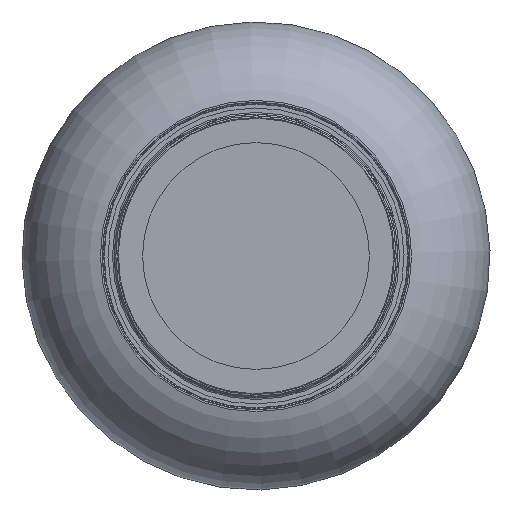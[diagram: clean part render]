
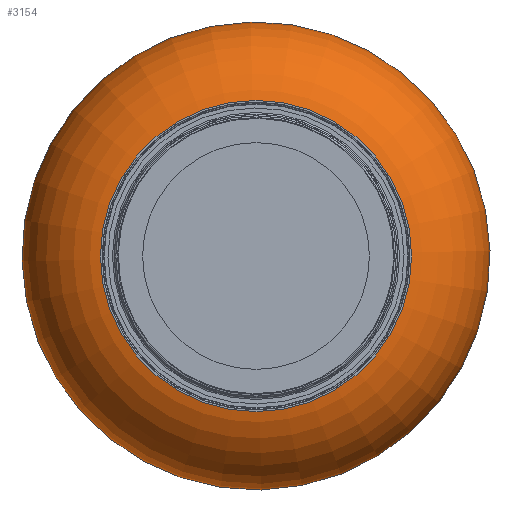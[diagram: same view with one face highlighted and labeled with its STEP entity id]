
A CAD part, front view. The second image highlights one B-rep face of the part: STEP entity #3154.
In plain terms, the highlighted toroidal (fillet/blend) face has major radius 95 mm and minor radius 75 mm.
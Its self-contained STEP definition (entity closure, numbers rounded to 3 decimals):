
#123=TOROIDAL_SURFACE('',#3452,95.,75.);
#497=FACE_OUTER_BOUND('',#650,.T.);
#650=EDGE_LOOP('',(#2278,#2279,#2280,#2281,#2282,#2283));
#966=CIRCLE('',#3450,95.);
#967=CIRCLE('',#3451,95.);
#968=CIRCLE('',#3453,95.);
#969=CIRCLE('',#3454,95.);
#970=CIRCLE('',#3455,75.);
#1267=VERTEX_POINT('',#5028);
#1268=VERTEX_POINT('',#5029);
#1269=VERTEX_POINT('',#5033);
#1270=VERTEX_POINT('',#5034);
#1663=EDGE_CURVE('',#1267,#1268,#966,.T.);
#1664=EDGE_CURVE('',#1268,#1267,#967,.T.);
#1665=EDGE_CURVE('',#1269,#1270,#968,.T.);
#1666=EDGE_CURVE('',#1270,#1269,#969,.T.);
#1667=EDGE_CURVE('',#1270,#1268,#970,.T.);
#2278=ORIENTED_EDGE('',*,*,#1665,.F.);
#2279=ORIENTED_EDGE('',*,*,#1666,.F.);
#2280=ORIENTED_EDGE('',*,*,#1667,.T.);
#2281=ORIENTED_EDGE('',*,*,#1664,.T.);
#2282=ORIENTED_EDGE('',*,*,#1663,.T.);
#2283=ORIENTED_EDGE('',*,*,#1667,.F.);
#3154=ADVANCED_FACE('',(#497),#123,.T.);
#3450=AXIS2_PLACEMENT_3D('',#5030,#4103,#4104);
#3451=AXIS2_PLACEMENT_3D('',#5031,#4105,#4106);
#3452=AXIS2_PLACEMENT_3D('',#5032,#4107,#4108);
#3453=AXIS2_PLACEMENT_3D('',#5035,#4109,#4110);
#3454=AXIS2_PLACEMENT_3D('',#5036,#4111,#4112);
#3455=AXIS2_PLACEMENT_3D('',#5037,#4113,#4114);
#4103=DIRECTION('center_axis',(0.,1.,0.));
#4104=DIRECTION('ref_axis',(0.947,0.,-0.32));
#4105=DIRECTION('center_axis',(0.,1.,0.));
#4106=DIRECTION('ref_axis',(0.947,0.,-0.32));
#4107=DIRECTION('center_axis',(0.,1.,0.));
#4108=DIRECTION('ref_axis',(0.32,0.,0.947));
#4109=DIRECTION('center_axis',(0.,1.,0.));
#4110=DIRECTION('ref_axis',(0.947,0.,-0.32));
#4111=DIRECTION('center_axis',(0.,1.,0.));
#4112=DIRECTION('ref_axis',(0.947,0.,-0.32));
#4113=DIRECTION('center_axis',(-0.947,0.,
0.32));
#4114=DIRECTION('ref_axis',(-0.32,0.,-0.947));
#5028=CARTESIAN_POINT('',(-89.994,-275.532,30.43));
#5029=CARTESIAN_POINT('',(-30.43,-275.532,-89.994));
#5030=CARTESIAN_POINT('Origin',(0.,-275.532,0.));
#5031=CARTESIAN_POINT('Origin',(0.,-275.532,0.));
#5032=CARTESIAN_POINT('Origin',(0.,-200.532,
0.));
#5033=CARTESIAN_POINT('',(-89.994,-125.532,30.43));
#5034=CARTESIAN_POINT('',(-30.43,-125.532,-89.994));
#5035=CARTESIAN_POINT('Origin',(0.,-125.532,
0.));
#5036=CARTESIAN_POINT('Origin',(0.,-125.532,
0.));
#5037=CARTESIAN_POINT('Origin',(-30.43,-200.532,-89.994));
